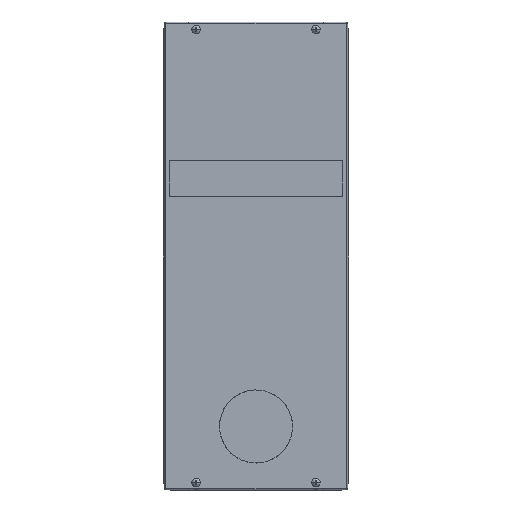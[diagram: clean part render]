
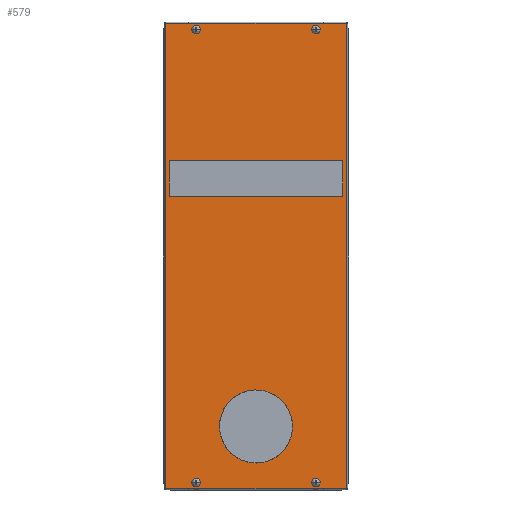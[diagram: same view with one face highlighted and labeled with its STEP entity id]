
A CAD part, front view. The second image highlights one B-rep face of the part: STEP entity #579.
In plain terms, the highlighted planar face has unit normal (0, -1, 0).
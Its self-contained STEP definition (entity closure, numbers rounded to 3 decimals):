
#579=ADVANCED_FACE('',(#1007,#658,#659,#660,#661,#662,#663),#5342,.T.);
#658=FACE_BOUND('',#1424,.T.);
#659=FACE_BOUND('',#1425,.T.);
#660=FACE_BOUND('',#1426,.T.);
#661=FACE_BOUND('',#1427,.T.);
#662=FACE_BOUND('',#1428,.T.);
#663=FACE_BOUND('',#1429,.T.);
#1007=FACE_OUTER_BOUND('',#1423,.T.);
#1423=EDGE_LOOP('',(#2942,#2943,#2944,#2945));
#1424=EDGE_LOOP('',(#2946));
#1425=EDGE_LOOP('',(#2947,#2948,#2949,#2950));
#1426=EDGE_LOOP('',(#2951));
#1427=EDGE_LOOP('',(#2952));
#1428=EDGE_LOOP('',(#2953));
#1429=EDGE_LOOP('',(#2954));
#2942=ORIENTED_EDGE('',*,*,#3751,.T.);
#2943=ORIENTED_EDGE('',*,*,#3679,.T.);
#2944=ORIENTED_EDGE('',*,*,#3756,.F.);
#2945=ORIENTED_EDGE('',*,*,#3738,.F.);
#2946=ORIENTED_EDGE('',*,*,#3602,.T.);
#2947=ORIENTED_EDGE('',*,*,#3745,.T.);
#2948=ORIENTED_EDGE('',*,*,#3623,.T.);
#2949=ORIENTED_EDGE('',*,*,#3750,.T.);
#2950=ORIENTED_EDGE('',*,*,#3619,.T.);
#2951=ORIENTED_EDGE('',*,*,#3606,.F.);
#2952=ORIENTED_EDGE('',*,*,#3609,.F.);
#2953=ORIENTED_EDGE('',*,*,#3612,.F.);
#2954=ORIENTED_EDGE('',*,*,#3615,.F.);
#3602=EDGE_CURVE('',#4932,#4932,#3991,.T.);
#3606=EDGE_CURVE('',#4933,#4933,#3994,.T.);
#3609=EDGE_CURVE('',#4935,#4935,#3996,.T.);
#3612=EDGE_CURVE('',#4937,#4937,#3998,.T.);
#3615=EDGE_CURVE('',#4939,#4939,#4000,.T.);
#3619=EDGE_CURVE('',#4942,#4944,#4441,.T.);
#3623=EDGE_CURVE('',#4948,#4946,#4445,.T.);
#3679=EDGE_CURVE('',#4954,#4972,#4485,.T.);
#3738=EDGE_CURVE('',#4986,#5004,#4042,.T.);
#3745=EDGE_CURVE('',#4944,#4948,#4523,.T.);
#3750=EDGE_CURVE('',#4946,#4942,#4526,.T.);
#3751=EDGE_CURVE('',#4986,#4954,#4527,.T.);
#3756=EDGE_CURVE('',#5004,#4972,#4048,.T.);
#3991=(
BOUNDED_CURVE()
B_SPLINE_CURVE(2,(#11252,#11253,#11254,#11255,#11256,#11257,#11258,#11259,
#11260),.UNSPECIFIED.,.T.,.F.)
B_SPLINE_CURVE_WITH_KNOTS((3,2,2,2,3),(-383.274,-287.456,
-191.637,-95.819,0.),.UNSPECIFIED.)
CURVE()
GEOMETRIC_REPRESENTATION_ITEM()
RATIONAL_B_SPLINE_CURVE((1.,0.707,1.,0.707,1.,0.707,
1.,0.707,1.))
REPRESENTATION_ITEM('')
);
#3994=(
BOUNDED_CURVE()
B_SPLINE_CURVE(2,(#11274,#11275,#11276,#11277,#11278,#11279,#11280,#11281,
#11282),.UNSPECIFIED.,.T.,.F.)
B_SPLINE_CURVE_WITH_KNOTS((3,2,2,2,3),(0.,6.283,12.566,
18.85,25.133),.UNSPECIFIED.)
CURVE()
GEOMETRIC_REPRESENTATION_ITEM()
RATIONAL_B_SPLINE_CURVE((1.,0.707,1.,0.707,1.,0.707,
1.,0.707,1.))
REPRESENTATION_ITEM('')
);
#3996=(
BOUNDED_CURVE()
B_SPLINE_CURVE(2,(#11294,#11295,#11296,#11297,#11298,#11299,#11300,#11301,
#11302),.UNSPECIFIED.,.T.,.F.)
B_SPLINE_CURVE_WITH_KNOTS((3,2,2,2,3),(0.,6.283,12.566,
18.85,25.133),.UNSPECIFIED.)
CURVE()
GEOMETRIC_REPRESENTATION_ITEM()
RATIONAL_B_SPLINE_CURVE((1.,0.707,1.,0.707,1.,0.707,
1.,0.707,1.))
REPRESENTATION_ITEM('')
);
#3998=(
BOUNDED_CURVE()
B_SPLINE_CURVE(2,(#11314,#11315,#11316,#11317,#11318,#11319,#11320,#11321,
#11322),.UNSPECIFIED.,.T.,.F.)
B_SPLINE_CURVE_WITH_KNOTS((3,2,2,2,3),(0.,6.283,12.566,
18.85,25.133),.UNSPECIFIED.)
CURVE()
GEOMETRIC_REPRESENTATION_ITEM()
RATIONAL_B_SPLINE_CURVE((1.,0.707,1.,0.707,1.,0.707,
1.,0.707,1.))
REPRESENTATION_ITEM('')
);
#4000=(
BOUNDED_CURVE()
B_SPLINE_CURVE(2,(#11334,#11335,#11336,#11337,#11338,#11339,#11340,#11341,
#11342),.UNSPECIFIED.,.T.,.F.)
B_SPLINE_CURVE_WITH_KNOTS((3,2,2,2,3),(0.,6.283,12.566,
18.85,25.133),.UNSPECIFIED.)
CURVE()
GEOMETRIC_REPRESENTATION_ITEM()
RATIONAL_B_SPLINE_CURVE((1.,0.707,1.,0.707,1.,0.707,
1.,0.707,1.))
REPRESENTATION_ITEM('')
);
#4042=(
BOUNDED_CURVE()
B_SPLINE_CURVE(1,(#11930,#11931),.UNSPECIFIED.,.F.,.F.)
B_SPLINE_CURVE_WITH_KNOTS((2,2),(2.2,778.8),
 .UNSPECIFIED.)
CURVE()
GEOMETRIC_REPRESENTATION_ITEM()
RATIONAL_B_SPLINE_CURVE((1.,1.))
REPRESENTATION_ITEM('')
);
#4048=(
BOUNDED_CURVE()
B_SPLINE_CURVE(1,(#11966,#11967),.UNSPECIFIED.,.F.,.F.)
B_SPLINE_CURVE_WITH_KNOTS((2,2),(8.2,309.8),
 .UNSPECIFIED.)
CURVE()
GEOMETRIC_REPRESENTATION_ITEM()
RATIONAL_B_SPLINE_CURVE((1.,1.))
REPRESENTATION_ITEM('')
);
#4441=B_SPLINE_CURVE_WITH_KNOTS('',1,(#11356,#11357,#11358,#11359),
 .UNSPECIFIED.,.F.,.F.,(2,1,1,2),(-1.,-0.907,234.093,
234.187),.UNSPECIFIED.);
#4445=B_SPLINE_CURVE_WITH_KNOTS('',1,(#11368,#11369,#11370,#11371),
 .UNSPECIFIED.,.F.,.F.,(2,1,1,2),(-1.,-0.907,234.093,
234.187),.UNSPECIFIED.);
#4485=B_SPLINE_CURVE_WITH_KNOTS('',1,(#11644,#11645),.UNSPECIFIED.,.F.,
 .F.,(2,2),(2.2,778.8),.UNSPECIFIED.);
#4523=B_SPLINE_CURVE_WITH_KNOTS('',1,(#11944,#11945),.UNSPECIFIED.,.F.,
 .F.,(2,2),(-590.,-530.),.UNSPECIFIED.);
#4526=B_SPLINE_CURVE_WITH_KNOTS('',1,(#11954,#11955),.UNSPECIFIED.,.F.,
 .F.,(2,2),(-295.,-235.),.UNSPECIFIED.);
#4527=B_SPLINE_CURVE_WITH_KNOTS('',1,(#11956,#11957),.UNSPECIFIED.,.F.,
 .F.,(2,2),(-786.367,-484.767),.UNSPECIFIED.);
#4932=VERTEX_POINT('',#11163);
#4933=VERTEX_POINT('',#11164);
#4935=VERTEX_POINT('',#11166);
#4937=VERTEX_POINT('',#11168);
#4939=VERTEX_POINT('',#11170);
#4942=VERTEX_POINT('',#11173);
#4944=VERTEX_POINT('',#11175);
#4946=VERTEX_POINT('',#11177);
#4948=VERTEX_POINT('',#11179);
#4954=VERTEX_POINT('',#11185);
#4972=VERTEX_POINT('',#11203);
#4986=VERTEX_POINT('',#11217);
#5004=VERTEX_POINT('',#11235);
#5342=PLANE('',#5564);
#5564=AXIS2_PLACEMENT_3D('',#11139,#5769,$);
#5769=DIRECTION('',(0.,-1.,0.));
#11139=CARTESIAN_POINT('',(2885.8,-55.7,776.3));
#11163=CARTESIAN_POINT('',(2674.,-55.7,103.5));
#11164=CARTESIAN_POINT('',(2639.,-55.7,10.));
#11166=CARTESIAN_POINT('',(2839.,-55.7,10.));
#11168=CARTESIAN_POINT('',(2839.,-55.7,766.));
#11170=CARTESIAN_POINT('',(2639.,-55.7,766.));
#11173=CARTESIAN_POINT('',(2879.5,-55.7,487.5));
#11175=CARTESIAN_POINT('',(2590.5,-55.7,487.5));
#11177=CARTESIAN_POINT('',(2879.5,-55.7,547.5));
#11179=CARTESIAN_POINT('',(2590.5,-55.7,547.5));
#11185=CARTESIAN_POINT('',(2584.2,-55.7,776.3));
#11203=CARTESIAN_POINT('',(2584.2,-55.7,-0.3));
#11217=CARTESIAN_POINT('',(2885.8,-55.7,776.3));
#11235=CARTESIAN_POINT('',(2885.8,-55.7,-0.3));
#11252=CARTESIAN_POINT('',(2674.,-55.7,103.5));
#11253=CARTESIAN_POINT('',(2674.,-55.7,164.5));
#11254=CARTESIAN_POINT('',(2735.,-55.7,164.5));
#11255=CARTESIAN_POINT('',(2796.,-55.7,164.5));
#11256=CARTESIAN_POINT('',(2796.,-55.7,103.5));
#11257=CARTESIAN_POINT('',(2796.,-55.7,42.5));
#11258=CARTESIAN_POINT('',(2735.,-55.7,42.5));
#11259=CARTESIAN_POINT('',(2674.,-55.7,42.5));
#11260=CARTESIAN_POINT('',(2674.,-55.7,103.5));
#11274=CARTESIAN_POINT('',(2639.,-55.7,10.));
#11275=CARTESIAN_POINT('',(2639.,-55.7,14.));
#11276=CARTESIAN_POINT('',(2635.,-55.7,14.));
#11277=CARTESIAN_POINT('',(2631.,-55.7,14.));
#11278=CARTESIAN_POINT('',(2631.,-55.7,10.));
#11279=CARTESIAN_POINT('',(2631.,-55.7,6.));
#11280=CARTESIAN_POINT('',(2635.,-55.7,6.));
#11281=CARTESIAN_POINT('',(2639.,-55.7,6.));
#11282=CARTESIAN_POINT('',(2639.,-55.7,10.));
#11294=CARTESIAN_POINT('',(2839.,-55.7,10.));
#11295=CARTESIAN_POINT('',(2839.,-55.7,14.));
#11296=CARTESIAN_POINT('',(2835.,-55.7,14.));
#11297=CARTESIAN_POINT('',(2831.,-55.7,14.));
#11298=CARTESIAN_POINT('',(2831.,-55.7,10.));
#11299=CARTESIAN_POINT('',(2831.,-55.7,6.));
#11300=CARTESIAN_POINT('',(2835.,-55.7,6.));
#11301=CARTESIAN_POINT('',(2839.,-55.7,6.));
#11302=CARTESIAN_POINT('',(2839.,-55.7,10.));
#11314=CARTESIAN_POINT('',(2839.,-55.7,766.));
#11315=CARTESIAN_POINT('',(2839.,-55.7,770.));
#11316=CARTESIAN_POINT('',(2835.,-55.7,770.));
#11317=CARTESIAN_POINT('',(2831.,-55.7,770.));
#11318=CARTESIAN_POINT('',(2831.,-55.7,766.));
#11319=CARTESIAN_POINT('',(2831.,-55.7,762.));
#11320=CARTESIAN_POINT('',(2835.,-55.7,762.));
#11321=CARTESIAN_POINT('',(2839.,-55.7,762.));
#11322=CARTESIAN_POINT('',(2839.,-55.7,766.));
#11334=CARTESIAN_POINT('',(2639.,-55.7,766.));
#11335=CARTESIAN_POINT('',(2639.,-55.7,770.));
#11336=CARTESIAN_POINT('',(2635.,-55.7,770.));
#11337=CARTESIAN_POINT('',(2631.,-55.7,770.));
#11338=CARTESIAN_POINT('',(2631.,-55.7,766.));
#11339=CARTESIAN_POINT('',(2631.,-55.7,762.));
#11340=CARTESIAN_POINT('',(2635.,-55.7,762.));
#11341=CARTESIAN_POINT('',(2639.,-55.7,762.));
#11342=CARTESIAN_POINT('',(2639.,-55.7,766.));
#11356=CARTESIAN_POINT('',(2879.5,-55.7,487.5));
#11357=CARTESIAN_POINT('',(2852.5,-55.7,487.5));
#11358=CARTESIAN_POINT('',(2617.5,-55.7,487.5));
#11359=CARTESIAN_POINT('',(2590.5,-55.7,487.5));
#11368=CARTESIAN_POINT('',(2590.5,-55.7,547.5));
#11369=CARTESIAN_POINT('',(2617.5,-55.7,547.5));
#11370=CARTESIAN_POINT('',(2852.5,-55.7,547.5));
#11371=CARTESIAN_POINT('',(2879.5,-55.7,547.5));
#11644=CARTESIAN_POINT('',(2584.2,-55.7,776.3));
#11645=CARTESIAN_POINT('',(2584.2,-55.7,-0.3));
#11930=CARTESIAN_POINT('',(2885.8,-55.7,776.3));
#11931=CARTESIAN_POINT('',(2885.8,-55.7,-0.3));
#11944=CARTESIAN_POINT('',(2590.5,-55.7,487.5));
#11945=CARTESIAN_POINT('',(2590.5,-55.7,547.5));
#11954=CARTESIAN_POINT('',(2879.5,-55.7,547.5));
#11955=CARTESIAN_POINT('',(2879.5,-55.7,487.5));
#11956=CARTESIAN_POINT('',(2885.8,-55.7,776.3));
#11957=CARTESIAN_POINT('',(2584.2,-55.7,776.3));
#11966=CARTESIAN_POINT('',(2885.8,-55.7,-0.3));
#11967=CARTESIAN_POINT('',(2584.2,-55.7,-0.3));
